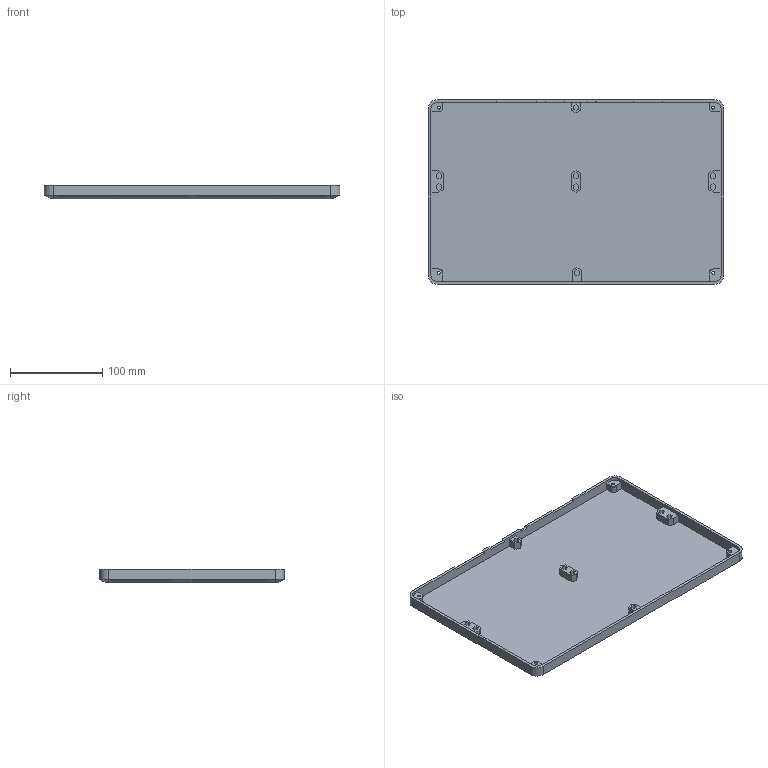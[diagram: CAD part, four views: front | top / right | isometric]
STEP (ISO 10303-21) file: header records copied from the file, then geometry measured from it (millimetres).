
FILE_DESCRIPTION(/* description */ (''),/* implementation_level */ '2;1');
FILE_NAME(/* name */ 'Bottom.step',/* time_stamp */ '2025-08-08T17:14:28+02:00',/* author */ (''),/* organization */ (''),/* preprocessor_version */ 'ST-DEVELOPER v20.1',/* originating_system */ 'Autodesk Translation Framework v14.10.0.0',/* authorisation */ '');
FILE_SCHEMA (('AUTOMOTIVE_DESIGN { 1 0 10303 214 3 1 1 }'));
Length unit declared in the file: millimetre
Products named in the file (1): Case
Bounding box: 320 x 200 x 14.9 mm (x, y, z)
Volume: 220418.4 mm3; surface area: 155682.7 mm2
Topology: 1 solids, 1 shells, 472 faces, 1281 edges, 848 vertices
Faces by surface type: plane 308, bspline 132, cylinder 26, cone 6
Full cylindrical faces by diameter (mm): 3.3 x4, 6 x4, 8.5 x4
Entity records: 15983 total; most frequent: CARTESIAN_POINT 4860, ORIENTED_EDGE 2562, DIRECTION 1759, EDGE_CURVE 1281, LINE 953, VECTOR 953, VERTEX_POINT 848, EDGE_LOOP 517
